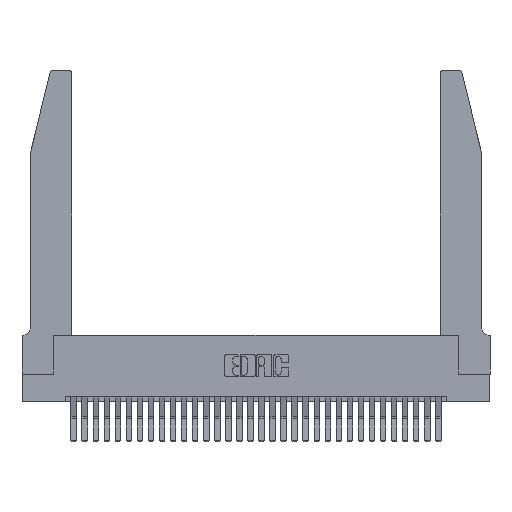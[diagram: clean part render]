
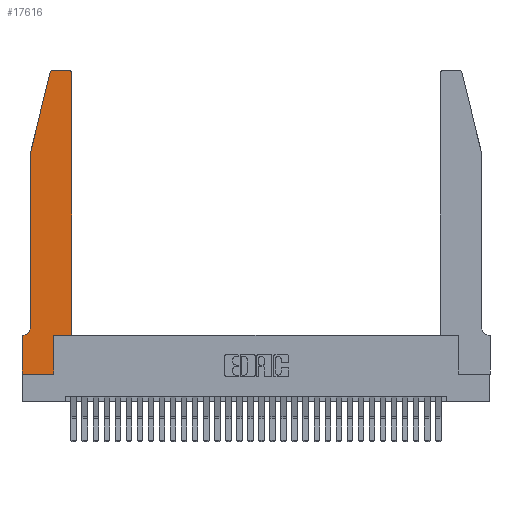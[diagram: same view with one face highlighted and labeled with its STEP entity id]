
A CAD part, top view. The second image highlights one B-rep face of the part: STEP entity #17616.
In plain terms, the highlighted planar face has unit normal (0, 0, 1).
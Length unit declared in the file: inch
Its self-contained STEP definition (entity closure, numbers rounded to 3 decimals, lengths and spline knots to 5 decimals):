
#732 = DIRECTION ( 'NONE',  ( 0., 0., 1. ) ) ;
#753 = VECTOR ( 'NONE', #15255, 39.37008 ) ;
#959 = CARTESIAN_POINT ( 'NONE',  ( 0., 0., 0.37 ) ) ;
#1596 = EDGE_CURVE ( 'NONE', #22297, #3154, #24365, .T. ) ;
#2711 = CARTESIAN_POINT ( 'NONE',  ( 0.4505, 0.35, 0.37 ) ) ;
#3154 = VERTEX_POINT ( 'NONE', #9208 ) ;
#3216 = DIRECTION ( 'NONE',  ( 1., 0., 0. ) ) ;
#3242 = VERTEX_POINT ( 'NONE', #12546 ) ;
#3247 = VERTEX_POINT ( 'NONE', #5010 ) ;
#4174 = VERTEX_POINT ( 'NONE', #21533 ) ;
#4254 = LINE ( 'NONE', #6100, #9373 ) ;
#4740 = CARTESIAN_POINT ( 'NONE',  ( 0.2865, 0., 0.37 ) ) ;
#4887 = VERTEX_POINT ( 'NONE', #6320 ) ;
#5010 = CARTESIAN_POINT ( 'NONE',  ( 0.0755, 2., 0.37 ) ) ;
#5685 = DIRECTION ( 'NONE',  ( 1., 0., 0. ) ) ;
#5790 = EDGE_CURVE ( 'NONE', #9496, #22297, #27388, .T. ) ;
#5840 = PLANE ( 'NONE',  #30806 ) ;
#6041 = ORIENTED_EDGE ( 'NONE', *, *, #5790, .T. ) ;
#6100 = CARTESIAN_POINT ( 'NONE',  ( 0.2605, 2.75, 0.37 ) ) ;
#6320 = CARTESIAN_POINT ( 'NONE',  ( 0., 0.35, 0.37 ) ) ;
#6354 = DIRECTION ( 'NONE',  ( 0., 1., 0. ) ) ;
#7229 = CARTESIAN_POINT ( 'NONE',  ( 0.0755, 0.35, 0.37 ) ) ;
#7540 = VERTEX_POINT ( 'NONE', #28490 ) ;
#7571 = LINE ( 'NONE', #23116, #26909 ) ;
#7973 = DIRECTION ( 'NONE',  ( -0.239, -0.971, 0. ) ) ;
#8125 = ORIENTED_EDGE ( 'NONE', *, *, #20745, .T. ) ;
#8870 = EDGE_CURVE ( 'NONE', #3154, #4174, #28813, .T. ) ;
#9208 = CARTESIAN_POINT ( 'NONE',  ( 0.4505, 2.72, 0.37 ) ) ;
#9313 = VECTOR ( 'NONE', #27323, 39.37008 ) ;
#9373 = VECTOR ( 'NONE', #13326, 39.37008 ) ;
#9496 = VERTEX_POINT ( 'NONE', #23575 ) ;
#9509 = CARTESIAN_POINT ( 'NONE',  ( 0.284, 2.75, 0.37 ) ) ;
#9965 = ORIENTED_EDGE ( 'NONE', *, *, #30163, .T. ) ;
#10184 = EDGE_CURVE ( 'NONE', #4887, #24301, #21268, .T. ) ;
#10338 = EDGE_CURVE ( 'NONE', #24301, #17443, #18542, .T. ) ;
#10450 = CARTESIAN_POINT ( 'NONE',  ( 0.4505, 0.35, 0.37 ) ) ;
#10959 = DIRECTION ( 'NONE',  ( 0., 0., 1. ) ) ;
#12546 = CARTESIAN_POINT ( 'NONE',  ( 0.0755, 0.42, 0.37 ) ) ;
#12697 = CARTESIAN_POINT ( 'NONE',  ( 0., 0., 0.37 ) ) ;
#12756 = CIRCLE ( 'NONE', #30052, 0.07 ) ;
#13326 = DIRECTION ( 'NONE',  ( -1., 0., 0. ) ) ;
#13874 = ORIENTED_EDGE ( 'NONE', *, *, #15745, .T. ) ;
#14869 = EDGE_CURVE ( 'NONE', #7540, #4887, #15035, .T. ) ;
#15035 = LINE ( 'NONE', #7229, #27205 ) ;
#15063 = VECTOR ( 'NONE', #18928, 39.37008 ) ;
#15068 = ORIENTED_EDGE ( 'NONE', *, *, #14869, .T. ) ;
#15255 = DIRECTION ( 'NONE',  ( 0., -1., 0. ) ) ;
#15372 = ORIENTED_EDGE ( 'NONE', *, *, #10184, .T. ) ;
#15718 = DIRECTION ( 'NONE',  ( 1., 0., 0. ) ) ;
#15745 = EDGE_CURVE ( 'NONE', #4174, #31793, #4254, .T. ) ;
#15929 = DIRECTION ( 'NONE',  ( 0., 0., 1. ) ) ;
#16403 = CARTESIAN_POINT ( 'NONE',  ( 0.0755, 2., 0.37 ) ) ;
#16904 = EDGE_CURVE ( 'NONE', #17443, #9496, #29806, .T. ) ;
#17443 = VERTEX_POINT ( 'NONE', #4740 ) ;
#17616 = ADVANCED_FACE ( 'NONE', ( #21943 ), #5840, .T. ) ;
#18481 = CARTESIAN_POINT ( 'NONE',  ( 0.284, 2.72, 0.37 ) ) ;
#18542 = LINE ( 'NONE', #959, #27568 ) ;
#18645 = AXIS2_PLACEMENT_3D ( 'NONE', #20823, #732, #5685 ) ;
#18928 = DIRECTION ( 'NONE',  ( 0., -1., 0. ) ) ;
#20024 = CARTESIAN_POINT ( 'NONE',  ( 0.0055, 0.42, 0.37 ) ) ;
#20745 = EDGE_CURVE ( 'NONE', #31684, #3247, #7571, .T. ) ;
#20823 = CARTESIAN_POINT ( 'NONE',  ( 0.4205, 2.72, 0.37 ) ) ;
#20933 = EDGE_CURVE ( 'NONE', #3242, #7540, #12756, .T. ) ;
#21268 = LINE ( 'NONE', #12697, #753 ) ;
#21411 = ORIENTED_EDGE ( 'NONE', *, *, #16904, .T. ) ;
#21533 = CARTESIAN_POINT ( 'NONE',  ( 0.4205, 2.75, 0.37 ) ) ;
#21943 = FACE_OUTER_BOUND ( 'NONE', #27826, .T. ) ;
#22297 = VERTEX_POINT ( 'NONE', #2711 ) ;
#22564 = DIRECTION ( 'NONE',  ( -1., 0., 0. ) ) ;
#22793 = VECTOR ( 'NONE', #6354, 39.37008 ) ;
#22936 = DIRECTION ( 'NONE',  ( 1., 0., 0. ) ) ;
#23116 = CARTESIAN_POINT ( 'NONE',  ( 0.0755, 2., 0.37 ) ) ;
#23575 = CARTESIAN_POINT ( 'NONE',  ( 0.2865, 0.35, 0.37 ) ) ;
#24301 = VERTEX_POINT ( 'NONE', #28630 ) ;
#24365 = LINE ( 'NONE', #28825, #22793 ) ;
#26021 = CARTESIAN_POINT ( 'NONE',  ( 0., 0.35, 0.37 ) ) ;
#26333 = ORIENTED_EDGE ( 'NONE', *, *, #8870, .T. ) ;
#26637 = AXIS2_PLACEMENT_3D ( 'NONE', #18481, #10959, #3216 ) ;
#26909 = VECTOR ( 'NONE', #7973, 39.37008 ) ;
#27080 = ORIENTED_EDGE ( 'NONE', *, *, #10338, .T. ) ;
#27092 = DIRECTION ( 'NONE',  ( -1., 0., 0. ) ) ;
#27100 = CARTESIAN_POINT ( 'NONE',  ( 0.2865, 0.35, 0.37 ) ) ;
#27205 = VECTOR ( 'NONE', #27092, 39.37008 ) ;
#27323 = DIRECTION ( 'NONE',  ( 0., 1., 0. ) ) ;
#27388 = LINE ( 'NONE', #10450, #30915 ) ;
#27568 = VECTOR ( 'NONE', #28410, 39.37008 ) ;
#27826 = EDGE_LOOP ( 'NONE', ( #13874, #9965, #8125, #29651, #28826, #15068, #15372, #27080, #21411, #6041, #31524, #26333 ) ) ;
#28294 = EDGE_CURVE ( 'NONE', #3247, #3242, #31138, .T. ) ;
#28410 = DIRECTION ( 'NONE',  ( 1., 0., 0. ) ) ;
#28490 = CARTESIAN_POINT ( 'NONE',  ( 0.0055, 0.35, 0.37 ) ) ;
#28630 = CARTESIAN_POINT ( 'NONE',  ( 0., 0., 0.37 ) ) ;
#28813 = CIRCLE ( 'NONE', #18645, 0.03 ) ;
#28825 = CARTESIAN_POINT ( 'NONE',  ( 0.4505, 0.35, 0.37 ) ) ;
#28826 = ORIENTED_EDGE ( 'NONE', *, *, #20933, .T. ) ;
#29439 = CIRCLE ( 'NONE', #26637, 0.03 ) ;
#29448 = CARTESIAN_POINT ( 'NONE',  ( 0.25487, 2.72718, 0.37 ) ) ;
#29651 = ORIENTED_EDGE ( 'NONE', *, *, #28294, .T. ) ;
#29806 = LINE ( 'NONE', #27100, #9313 ) ;
#30052 = AXIS2_PLACEMENT_3D ( 'NONE', #20024, #32506, #22564 ) ;
#30163 = EDGE_CURVE ( 'NONE', #31793, #31684, #29439, .T. ) ;
#30806 = AXIS2_PLACEMENT_3D ( 'NONE', #26021, #15929, #15718 ) ;
#30915 = VECTOR ( 'NONE', #22936, 39.37008 ) ;
#31138 = LINE ( 'NONE', #16403, #15063 ) ;
#31524 = ORIENTED_EDGE ( 'NONE', *, *, #1596, .T. ) ;
#31684 = VERTEX_POINT ( 'NONE', #29448 ) ;
#31793 = VERTEX_POINT ( 'NONE', #9509 ) ;
#32506 = DIRECTION ( 'NONE',  ( 0., 0., -1. ) ) ;
